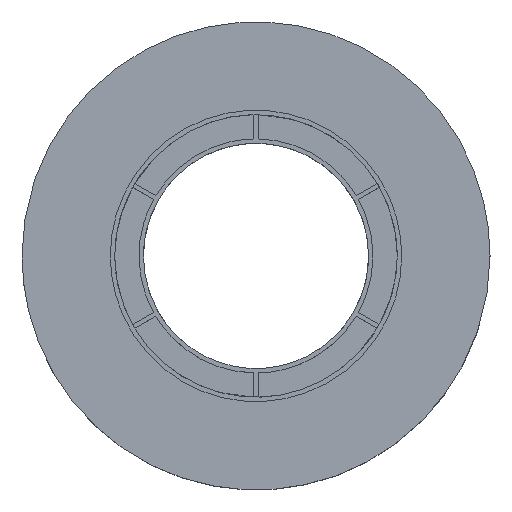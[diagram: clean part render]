
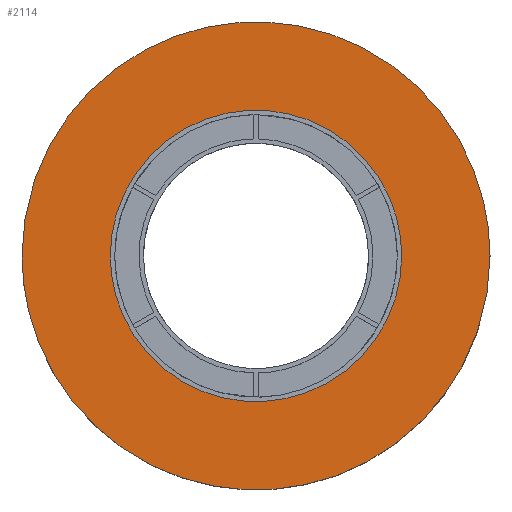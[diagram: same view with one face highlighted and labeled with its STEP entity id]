
A CAD part, top view. The second image highlights one B-rep face of the part: STEP entity #2114.
In plain terms, the highlighted free-form (B-spline) face has degree [1, 1] with [2, 2] control points.
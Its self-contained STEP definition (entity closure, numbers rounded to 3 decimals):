
#21 = EDGE_CURVE('',#22,#24,#26,.T.);
#22 = VERTEX_POINT('',#23);
#23 = CARTESIAN_POINT('',(-14.709,0.,
    5.393));
#24 = VERTEX_POINT('',#25);
#25 = CARTESIAN_POINT('',(14.709,0.,5.393));
#26 = ( BOUNDED_CURVE() B_SPLINE_CURVE(2,(#27,#28,#29,#30,#31),
.UNSPECIFIED.,.F.,.F.) B_SPLINE_CURVE_WITH_KNOTS((3,2,3),(0.,
1.571,3.142),.PIECEWISE_BEZIER_KNOTS.) CURVE() 
GEOMETRIC_REPRESENTATION_ITEM() RATIONAL_B_SPLINE_CURVE((1.,
0.707,1.,0.707,1.)) REPRESENTATION_ITEM('') );
#27 = CARTESIAN_POINT('',(-14.709,0.,5.393));
#28 = CARTESIAN_POINT('',(-14.709,14.709,5.393)
  );
#29 = CARTESIAN_POINT('',(0.,14.709,
    5.393));
#30 = CARTESIAN_POINT('',(14.709,14.709,5.393
    ));
#31 = CARTESIAN_POINT('',(14.709,0.,
    5.393));
#517 = EDGE_CURVE('',#518,#520,#522,.T.);
#518 = VERTEX_POINT('',#519);
#519 = CARTESIAN_POINT('',(-23.623,0.,5.393));
#520 = VERTEX_POINT('',#521);
#521 = CARTESIAN_POINT('',(23.623,0.,
    5.393));
#522 = ( BOUNDED_CURVE() B_SPLINE_CURVE(2,(#523,#524,#525,#526,#527),
.UNSPECIFIED.,.F.,.F.) B_SPLINE_CURVE_WITH_KNOTS((3,2,3),(0.,
1.571,3.142),.PIECEWISE_BEZIER_KNOTS.) CURVE() 
GEOMETRIC_REPRESENTATION_ITEM() RATIONAL_B_SPLINE_CURVE((1.,
0.707,1.,0.707,1.)) REPRESENTATION_ITEM('') );
#523 = CARTESIAN_POINT('',(-23.623,0.,5.393));
#524 = CARTESIAN_POINT('',(-23.623,23.623,5.393
    ));
#525 = CARTESIAN_POINT('',(0.,23.623,
    5.393));
#526 = CARTESIAN_POINT('',(23.623,23.623,5.393)
  );
#527 = CARTESIAN_POINT('',(23.623,0.,
    5.393));
#566 = EDGE_CURVE('',#520,#518,#567,.T.);
#567 = ( BOUNDED_CURVE() B_SPLINE_CURVE(2,(#568,#569,#570,#571,#572),
.UNSPECIFIED.,.F.,.F.) B_SPLINE_CURVE_WITH_KNOTS((3,2,3),(3.142,
4.712,6.283),.PIECEWISE_BEZIER_KNOTS.) CURVE() 
GEOMETRIC_REPRESENTATION_ITEM() RATIONAL_B_SPLINE_CURVE((1.,
0.707,1.,0.707,1.)) REPRESENTATION_ITEM('') );
#568 = CARTESIAN_POINT('',(23.623,0.,
    5.393));
#569 = CARTESIAN_POINT('',(23.623,-23.623,5.393
    ));
#570 = CARTESIAN_POINT('',(0.,-23.623,
    5.393));
#571 = CARTESIAN_POINT('',(-23.623,-23.623,
    5.393));
#572 = CARTESIAN_POINT('',(-23.623,0.,
    5.393));
#2114 = ADVANCED_FACE('',(#2115,#2119),#2130,.T.);
#2115 = FACE_BOUND('',#2116,.T.);
#2116 = EDGE_LOOP('',(#2117,#2118));
#2117 = ORIENTED_EDGE('',*,*,#517,.F.);
#2118 = ORIENTED_EDGE('',*,*,#566,.F.);
#2119 = FACE_BOUND('',#2120,.T.);
#2120 = EDGE_LOOP('',(#2121,#2129));
#2121 = ORIENTED_EDGE('',*,*,#2122,.T.);
#2122 = EDGE_CURVE('',#24,#22,#2123,.T.);
#2123 = ( BOUNDED_CURVE() B_SPLINE_CURVE(2,(#2124,#2125,#2126,#2127,
#2128),.UNSPECIFIED.,.F.,.F.) B_SPLINE_CURVE_WITH_KNOTS((3,2,3),(
    3.142,4.712,6.283),
.PIECEWISE_BEZIER_KNOTS.) CURVE() GEOMETRIC_REPRESENTATION_ITEM() 
RATIONAL_B_SPLINE_CURVE((1.,0.707,1.,0.707,1.)) 
REPRESENTATION_ITEM('') );
#2124 = CARTESIAN_POINT('',(14.709,0.,
    5.393));
#2125 = CARTESIAN_POINT('',(14.709,-14.709,
    5.393));
#2126 = CARTESIAN_POINT('',(0.,-14.709,
    5.393));
#2127 = CARTESIAN_POINT('',(-14.709,-14.709,5.393
    ));
#2128 = CARTESIAN_POINT('',(-14.709,0.,
    5.393));
#2129 = ORIENTED_EDGE('',*,*,#21,.T.);
#2130 = B_SPLINE_SURFACE_WITH_KNOTS('',1,1,(
    (#2131,#2132)
    ,(#2133,#2134
    )),.UNSPECIFIED.,.F.,.F.,.F.,(2,2),(2,2),(-26.5,26.5),(-26.5,26.5),
  .PIECEWISE_BEZIER_KNOTS.);
#2131 = CARTESIAN_POINT('',(23.623,23.623,5.393
    ));
#2132 = CARTESIAN_POINT('',(23.623,-23.623,
    5.393));
#2133 = CARTESIAN_POINT('',(-23.623,23.623,
    5.393));
#2134 = CARTESIAN_POINT('',(-23.623,-23.623,
    5.393));
